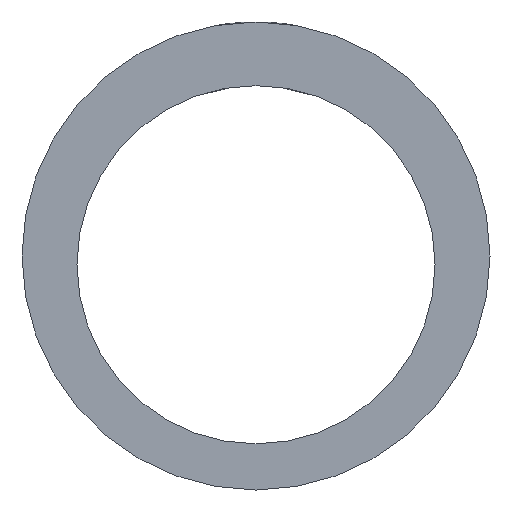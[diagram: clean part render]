
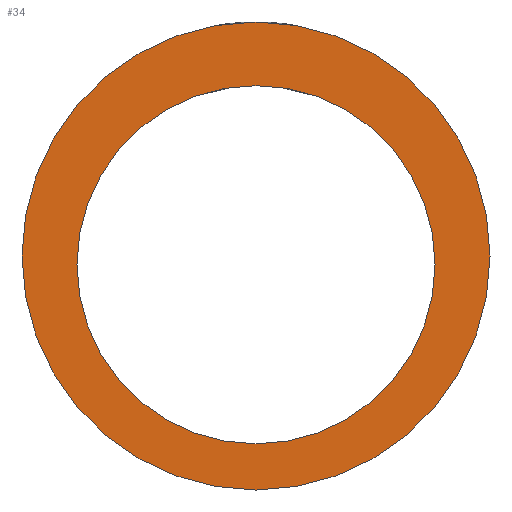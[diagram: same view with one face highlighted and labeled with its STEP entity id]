
A CAD part, left-side view. The second image highlights one B-rep face of the part: STEP entity #34.
In plain terms, the highlighted planar face has unit normal (-1, 0, 0).
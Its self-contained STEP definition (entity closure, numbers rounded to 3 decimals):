
#34 = ADVANCED_FACE( '', ( #68, #69 ), #70, .T. );
#68 = FACE_BOUND( '', #101, .T. );
#69 = FACE_OUTER_BOUND( '', #102, .T. );
#70 = PLANE( '', #103 );
#101 = EDGE_LOOP( '', ( #132 ) );
#102 = EDGE_LOOP( '', ( #133 ) );
#103 = AXIS2_PLACEMENT_3D( '', #134, #135, #136 );
#132 = ORIENTED_EDGE( '', *, *, #164, .F. );
#133 = ORIENTED_EDGE( '', *, *, #161, .T. );
#134 = CARTESIAN_POINT( '', ( 0., 0., 0. ) );
#135 = DIRECTION( '', ( -1., 0., 0. ) );
#136 = DIRECTION( '', ( 0., -1., 0. ) );
#161 = EDGE_CURVE( '', #177, #177, #178, .T. );
#164 = EDGE_CURVE( '', #182, #182, #183, .T. );
#177 = VERTEX_POINT( '', #303 );
#178 = CIRCLE( '', #304, 14.7 );
#182 = VERTEX_POINT( '', #308 );
#183 = CIRCLE( '', #309, 11.25 );
#303 = CARTESIAN_POINT( '', ( 0., 14.7, 0. ) );
#304 = AXIS2_PLACEMENT_3D( '', #318, #319, #320 );
#308 = CARTESIAN_POINT( '', ( 0., 11.25, -0.55 ) );
#309 = AXIS2_PLACEMENT_3D( '', #324, #325, #326 );
#318 = CARTESIAN_POINT( '', ( 0., 0., 0. ) );
#319 = DIRECTION( '', ( -1., 0., 0. ) );
#320 = DIRECTION( '', ( 0., 1., 0. ) );
#324 = CARTESIAN_POINT( '', ( 0., 0., -0.55 ) );
#325 = DIRECTION( '', ( -1., 0., 0. ) );
#326 = DIRECTION( '', ( 0., 1., 0. ) );
